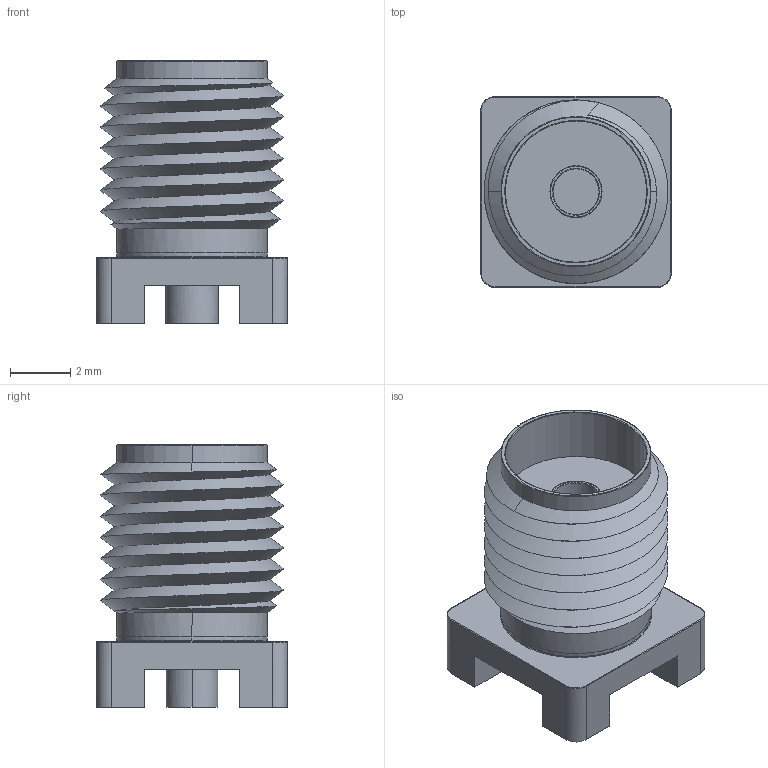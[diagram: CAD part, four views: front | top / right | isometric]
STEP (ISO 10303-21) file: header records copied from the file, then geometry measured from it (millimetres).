
FILE_DESCRIPTION (( 'STEP AP214' ), '1' );
FILE_NAME ('User Library-SMA_132134.STEP', '2016-03-08T18:50:21', ( 'Windows User' ), ( '' ), 'SwSTEP 2.0', 'SolidWorks 2016', '' );
FILE_SCHEMA (( 'AUTOMOTIVE_DESIGN' ));
Length unit declared in the file: centimetre
Products named in the file (3): User Library-SMA_132134_SMA_132134_Plastic; User Library-SMA_132134; User Library-SMA_132134_SMA_132134_Body
Assembly tree (2 placements, depth 2):
  User Library-SMA_132134
    User Library-SMA_132134_SMA_132134_Body
    User Library-SMA_132134_SMA_132134_Plastic
Bounding box: 6.35 x 6.35 x 8.74 mm (x, y, z)
Volume: 180.8 mm3; surface area: 599.5 mm2
Topology: 2 solids, 2 shells, 78 faces, 174 edges, 107 vertices
Faces by surface type: cylinder 28, plane 28, bspline 17, cone 5
Entity records: 5606 total; most frequent: CARTESIAN_POINT 3014, ORIENTED_EDGE 348, DIRECTION 320, EDGE_CURVE 174, AXIS2_PLACEMENT_3D 119, VERTEX_POINT 107, EDGE_LOOP 85, UNCERTAINTY_MEASURE_WITH_UNIT 85
